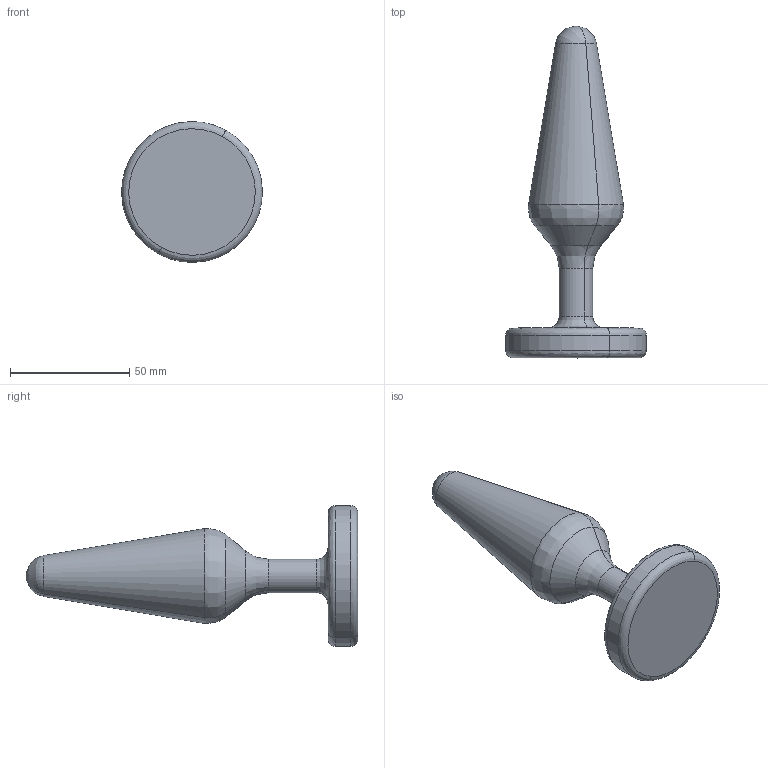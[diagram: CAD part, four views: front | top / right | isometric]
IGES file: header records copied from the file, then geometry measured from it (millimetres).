
Start section: START RECORD GO HERE.
Global section: file name: DEMANDE.igs; native system: DASSAULT SYSTEMES CATIA V5 R19 - www.3ds.com; preprocessor: CATIA Version 5 Release 19 SP 9 ; author: SNECMA; organization: SNM; date: 20151209.091739; units: millimetre
Bounding box: 58.98 x 139 x 58.98 mm (x, y, z)
Surface area: 17295 mm2 (no closed solid volume)
Topology: 0 solids, 0 shells, 22 faces, 86 edges, 84 vertices
Faces by surface type: revolution 20, plane 2
